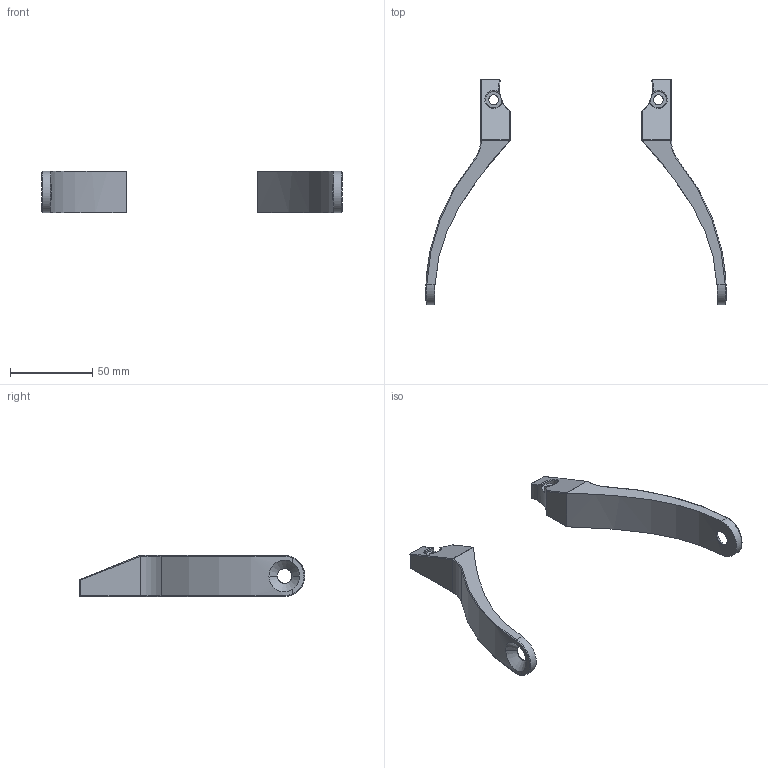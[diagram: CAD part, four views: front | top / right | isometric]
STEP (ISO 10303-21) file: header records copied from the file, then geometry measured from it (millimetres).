
FILE_DESCRIPTION (( 'STEP AP203' ), '1' );
FILE_NAME ('Support Phare.STEP', '2021-04-21T20:52:16', ( '' ), ( '' ), 'SwSTEP 2.0', 'SolidWorks 2018', '' );
FILE_SCHEMA (( 'CONFIG_CONTROL_DESIGN' ));
Length unit declared in the file: millimetre
Products named in the file (1): Support Phare
Bounding box: 182.43 x 137.04 x 25 mm (x, y, z)
Volume: 59763 mm3; surface area: 19843.6 mm2
Topology: 2 solids, 2 shells, 104 faces, 258 edges, 156 vertices
Faces by surface type: cylinder 42, bspline 22, torus 20, plane 14, cone 4, sphere 2
Entity records: 4389 total; most frequent: CARTESIAN_POINT 2041, ORIENTED_EDGE 516, DIRECTION 450, EDGE_CURVE 258, AXIS2_PLACEMENT_3D 189, VERTEX_POINT 156, EDGE_LOOP 110, CIRCLE 106
